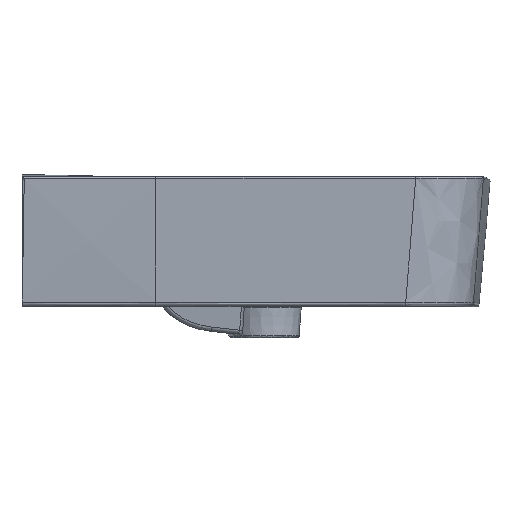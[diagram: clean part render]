
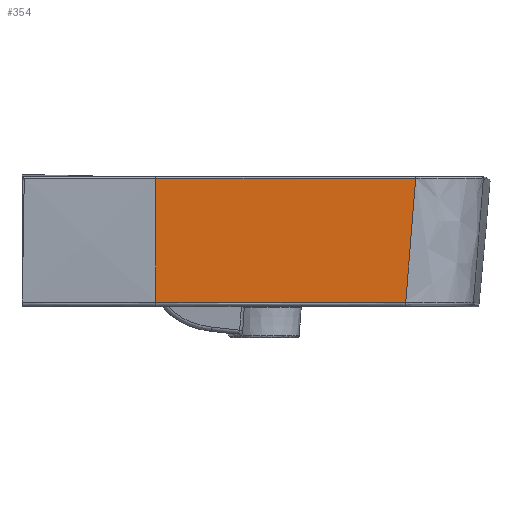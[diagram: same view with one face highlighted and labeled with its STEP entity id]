
A CAD part, left-side view. The second image highlights one B-rep face of the part: STEP entity #354.
In plain terms, the highlighted free-form (B-spline) face has degree [3, 3] with [5, 5] control points.
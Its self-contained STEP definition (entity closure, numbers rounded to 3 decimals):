
#354=ADVANCED_FACE('',(#518),#439,.T.);
#439=B_SPLINE_SURFACE_WITH_KNOTS('',3,3,((#15759,#15760,#15761,#15762,#15763),
(#15764,#15765,#15766,#15767,#15768),(#15769,#15770,#15771,#15772,#15773),
(#15774,#15775,#15776,#15777,#15778),(#15779,#15780,#15781,#15782,#15783)),
 .UNSPECIFIED.,.F.,.F.,.F.,(4,1,4),(4,1,4),(0.,0.2,1.),(0.,0.725,
1.),.UNSPECIFIED.);
#518=FACE_OUTER_BOUND('',#655,.T.);
#655=EDGE_LOOP('',(#1061,#1062,#1063,#1064));
#1061=ORIENTED_EDGE('',*,*,#1820,.T.);
#1062=ORIENTED_EDGE('',*,*,#1821,.T.);
#1063=ORIENTED_EDGE('',*,*,#1695,.T.);
#1064=ORIENTED_EDGE('',*,*,#1808,.T.);
#1471=VERTEX_POINT('',#7034);
#1472=VERTEX_POINT('',#7039);
#1534=VERTEX_POINT('',#15173);
#1543=VERTEX_POINT('',#15435);
#1695=EDGE_CURVE('',#1472,#1471,#1989,.T.);
#1808=EDGE_CURVE('',#1471,#1543,#2069,.T.);
#1820=EDGE_CURVE('',#1543,#1534,#2077,.T.);
#1821=EDGE_CURVE('',#1534,#1472,#2078,.T.);
#1989=B_SPLINE_CURVE_WITH_KNOTS('',3,(#7035,#7036,#7037,#7038),
 .UNSPECIFIED.,.F.,.F.,(4,4),(0.,1.),.UNSPECIFIED.);
#2069=B_SPLINE_CURVE_WITH_KNOTS('',3,(#15436,#15437,#15438,#15439),
 .UNSPECIFIED.,.F.,.F.,(4,4),(0.,1.),.UNSPECIFIED.);
#2077=B_SPLINE_CURVE_WITH_KNOTS('',3,(#15751,#15752,#15753,#15754),
 .UNSPECIFIED.,.F.,.F.,(4,4),(0.,1.),.UNSPECIFIED.);
#2078=B_SPLINE_CURVE_WITH_KNOTS('',3,(#15755,#15756,#15757,#15758),
 .UNSPECIFIED.,.F.,.F.,(4,4),(0.,1.),.UNSPECIFIED.);
#7034=CARTESIAN_POINT('',(-394.646,-135.029,-127.333));
#7035=CARTESIAN_POINT('',(-399.765,-134.996,-2.032));
#7036=CARTESIAN_POINT('',(-399.132,-135.,-43.834));
#7037=CARTESIAN_POINT('',(-397.425,-135.011,-85.619));
#7038=CARTESIAN_POINT('',(-394.646,-135.029,-127.333));
#7039=CARTESIAN_POINT('',(-399.765,-134.996,-2.032));
#15173=CARTESIAN_POINT('',(-397.943,-398.268,-2.032));
#15435=CARTESIAN_POINT('',(-393.023,-388.229,-127.332));
#15436=CARTESIAN_POINT('',(-394.646,-135.029,-127.332));
#15437=CARTESIAN_POINT('',(-395.189,-219.431,-127.332));
#15438=CARTESIAN_POINT('',(-394.649,-303.84,-127.332));
#15439=CARTESIAN_POINT('',(-393.023,-388.229,-127.332));
#15751=CARTESIAN_POINT('',(-393.023,-388.229,-127.332));
#15752=CARTESIAN_POINT('',(-395.706,-392.507,-85.843));
#15753=CARTESIAN_POINT('',(-397.357,-395.855,-44.059));
#15754=CARTESIAN_POINT('',(-397.943,-398.268,-2.032));
#15755=CARTESIAN_POINT('',(-397.943,-398.268,-2.032));
#15756=CARTESIAN_POINT('',(-399.723,-310.524,-2.032));
#15757=CARTESIAN_POINT('',(-400.331,-222.756,-2.032));
#15758=CARTESIAN_POINT('',(-399.765,-134.996,-2.032));
#15759=CARTESIAN_POINT('',(-398.258,0.006,45.506));
#15760=CARTESIAN_POINT('',(-401.391,-154.936,45.506));
#15761=CARTESIAN_POINT('',(-400.646,-368.684,45.506));
#15762=CARTESIAN_POINT('',(-392.95,-582.242,45.506));
#15763=CARTESIAN_POINT('',(-390.509,-640.913,45.506));
#15764=CARTESIAN_POINT('',(-398.29,0.006,30.336));
#15765=CARTESIAN_POINT('',(-401.419,-154.936,30.336));
#15766=CARTESIAN_POINT('',(-400.677,-368.684,30.336));
#15767=CARTESIAN_POINT('',(-392.983,-582.243,30.336));
#15768=CARTESIAN_POINT('',(-390.543,-640.914,30.335));
#15769=CARTESIAN_POINT('',(-397.918,-0.001,-45.508));
#15770=CARTESIAN_POINT('',(-401.032,-154.938,-45.508));
#15771=CARTESIAN_POINT('',(-400.302,-368.677,-45.508));
#15772=CARTESIAN_POINT('',(-392.616,-582.23,-45.508));
#15773=CARTESIAN_POINT('',(-390.178,-640.899,-45.508));
#15774=CARTESIAN_POINT('',(-394.007,-0.08,-121.301));
#15775=CARTESIAN_POINT('',(-397.119,-154.955,-121.301));
#15776=CARTESIAN_POINT('',(-396.389,-368.609,-121.301));
#15777=CARTESIAN_POINT('',(-388.707,-582.077,-121.301));
#15778=CARTESIAN_POINT('',(-386.269,-640.723,-121.301));
#15779=CARTESIAN_POINT('',(-388.617,-0.189,-181.735));
#15780=CARTESIAN_POINT('',(-391.738,-154.979,-181.735));
#15781=CARTESIAN_POINT('',(-391.001,-368.517,-181.735));
#15782=CARTESIAN_POINT('',(-383.317,-581.867,-181.735));
#15783=CARTESIAN_POINT('',(-380.88,-640.48,-181.735));
